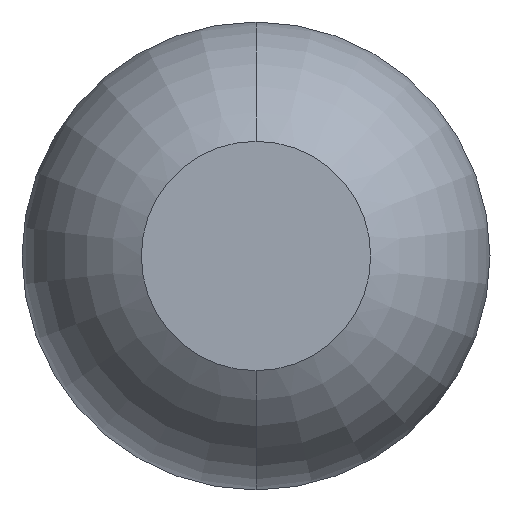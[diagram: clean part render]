
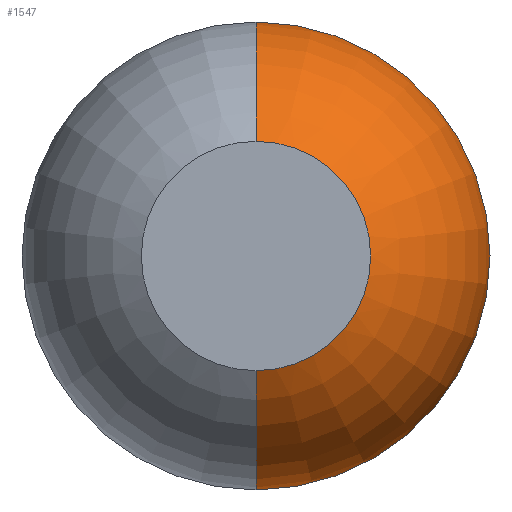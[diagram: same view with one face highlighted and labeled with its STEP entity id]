
A CAD part, front view. The second image highlights one B-rep face of the part: STEP entity #1547.
In plain terms, the highlighted toroidal (fillet/blend) face has major radius 0.01 mm and minor radius 0.5 mm.
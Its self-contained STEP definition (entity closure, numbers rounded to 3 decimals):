
#64 = VERTEX_POINT ( 'NONE', #453 ) ;
#111 = AXIS2_PLACEMENT_3D ( 'NONE', #2810, #1009, #389 ) ;
#242 = CARTESIAN_POINT ( 'NONE',  ( 0., -29.961, 0. ) ) ;
#389 = DIRECTION ( 'NONE',  ( 0., 0., 1. ) ) ;
#405 = CARTESIAN_POINT ( 'NONE',  ( 0., -29.961, 0.01 ) ) ;
#419 = EDGE_CURVE ( 'NONE', #1198, #2285, #3187, .T. ) ;
#453 = CARTESIAN_POINT ( 'NONE',  ( 0., -30.4, 0.25 ) ) ;
#474 = AXIS2_PLACEMENT_3D ( 'NONE', #1735, #1717, #3808 ) ;
#780 = EDGE_CURVE ( 'Defeature ausgef�hrt1_13+Defeature ausgef�hrt1_5+Defeature ausgef�hrt1_5+Defeature ausgef�hrt1_5', #1198, #64, #1072, .T. ) ;
#797 = VERTEX_POINT ( 'NONE', #3507 ) ;
#813 = CIRCLE ( 'NONE', #964, 0.51 ) ;
#872 = ORIENTED_EDGE ( 'NONE', *, *, #1525, .F. ) ;
#964 = AXIS2_PLACEMENT_3D ( 'NONE', #242, #3233, #3508 ) ;
#1009 = DIRECTION ( 'NONE',  ( 0., 1., 0. ) ) ;
#1072 = CIRCLE ( 'NONE', #474, 0.25 ) ;
#1146 = ORIENTED_EDGE ( 'NONE', *, *, #1723, .F. ) ;
#1174 = AXIS2_PLACEMENT_3D ( 'NONE', #2413, #1217, #1231 ) ;
#1198 = VERTEX_POINT ( 'NONE', #2621 ) ;
#1217 = DIRECTION ( 'NONE',  ( 1., 0., 0. ) ) ;
#1231 = DIRECTION ( 'NONE',  ( 0., 0., -1. ) ) ;
#1233 = ORIENTED_EDGE ( 'NONE', *, *, #780, .F. ) ;
#1525 = EDGE_CURVE ( 'NONE', #64, #797, #2487, .T. ) ;
#1547 = ADVANCED_FACE ( 'Defeature ausgef�hrt1_5', ( #2720 ), #3330, .T. ) ;
#1576 = ORIENTED_EDGE ( 'NONE', *, *, #419, .T. ) ;
#1717 = DIRECTION ( 'NONE',  ( 0., -1., 0. ) ) ;
#1723 = EDGE_CURVE ( 'Defeature ausgef�hrt1_6+Defeature ausgef�hrt1_5+Defeature ausgef�hrt1_5+Defeature ausgef�hrt1_5', #797, #2285, #813, .T. ) ;
#1735 = CARTESIAN_POINT ( 'NONE',  ( 0., -30.4, 0. ) ) ;
#1745 = AXIS2_PLACEMENT_3D ( 'NONE', #405, #2199, #2764 ) ;
#2199 = DIRECTION ( 'NONE',  ( -1., 0., 0. ) ) ;
#2285 = VERTEX_POINT ( 'NONE', #3658 ) ;
#2413 = CARTESIAN_POINT ( 'NONE',  ( 0., -29.961, -0.01 ) ) ;
#2487 = CIRCLE ( 'NONE', #1745, 0.5 ) ;
#2621 = CARTESIAN_POINT ( 'NONE',  ( 0., -30.4, -0.25 ) ) ;
#2720 = FACE_OUTER_BOUND ( 'NONE', #3859, .T. ) ;
#2764 = DIRECTION ( 'NONE',  ( 0., 0., 1. ) ) ;
#2810 = CARTESIAN_POINT ( 'NONE',  ( 0., -29.961, 0. ) ) ;
#3187 = CIRCLE ( 'NONE', #1174, 0.5 ) ;
#3233 = DIRECTION ( 'NONE',  ( 0., 1., 0. ) ) ;
#3330 = TOROIDAL_SURFACE ( 'NONE', #111, 0.01, 0.5 ) ;
#3507 = CARTESIAN_POINT ( 'NONE',  ( 0., -29.961, 0.51 ) ) ;
#3508 = DIRECTION ( 'NONE',  ( 0., 0., 1. ) ) ;
#3658 = CARTESIAN_POINT ( 'NONE',  ( 0., -29.961, -0.51 ) ) ;
#3808 = DIRECTION ( 'NONE',  ( 0., 0., -1. ) ) ;
#3859 = EDGE_LOOP ( 'NONE', ( #1233, #1576, #1146, #872 ) ) ;
